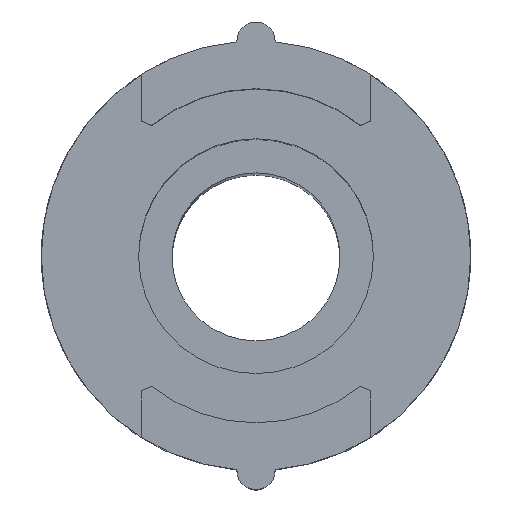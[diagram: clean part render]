
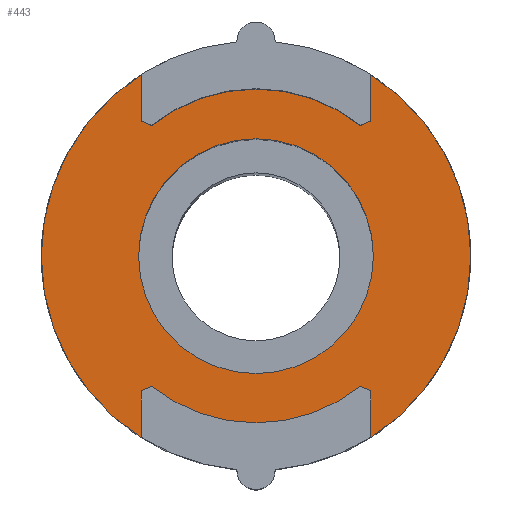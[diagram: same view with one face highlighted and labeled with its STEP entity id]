
A CAD part, top view. The second image highlights one B-rep face of the part: STEP entity #443.
In plain terms, the highlighted planar face has unit normal (0, 0, 1).
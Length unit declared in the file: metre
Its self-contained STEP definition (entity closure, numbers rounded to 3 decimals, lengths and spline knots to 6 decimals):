
#20=PLANE('',#507);
#31=CIRCLE('',#474,0.01125);
#36=CIRCLE('',#480,0.01125);
#40=CIRCLE('',#486,0.00875);
#42=CIRCLE('',#489,0.00875);
#53=CIRCLE('',#508,0.00615);
#112=ORIENTED_EDGE('',*,*,#198,.F.);
#113=ORIENTED_EDGE('',*,*,#218,.T.);
#114=ORIENTED_EDGE('',*,*,#219,.T.);
#115=ORIENTED_EDGE('',*,*,#178,.T.);
#116=ORIENTED_EDGE('',*,*,#220,.T.);
#117=ORIENTED_EDGE('',*,*,#221,.T.);
#118=ORIENTED_EDGE('',*,*,#202,.F.);
#119=ORIENTED_EDGE('',*,*,#222,.T.);
#120=ORIENTED_EDGE('',*,*,#223,.F.);
#121=ORIENTED_EDGE('',*,*,#188,.T.);
#122=ORIENTED_EDGE('',*,*,#224,.F.);
#123=ORIENTED_EDGE('',*,*,#225,.T.);
#124=ORIENTED_EDGE('',*,*,#226,.T.);
#178=EDGE_CURVE('',#238,#237,#31,.F.);
#188=EDGE_CURVE('',#248,#247,#36,.F.);
#198=EDGE_CURVE('',#254,#255,#40,.T.);
#202=EDGE_CURVE('',#258,#259,#42,.T.);
#218=EDGE_CURVE('',#254,#269,#297,.T.);
#219=EDGE_CURVE('',#269,#238,#298,.T.);
#220=EDGE_CURVE('',#237,#270,#299,.T.);
#221=EDGE_CURVE('',#270,#259,#300,.T.);
#222=EDGE_CURVE('',#258,#271,#301,.T.);
#223=EDGE_CURVE('',#248,#271,#302,.T.);
#224=EDGE_CURVE('',#272,#247,#303,.T.);
#225=EDGE_CURVE('',#272,#255,#304,.T.);
#226=EDGE_CURVE('',#273,#273,#53,.T.);
#237=VERTEX_POINT('',#679);
#238=VERTEX_POINT('',#681);
#247=VERTEX_POINT('',#700);
#248=VERTEX_POINT('',#702);
#254=VERTEX_POINT('',#719);
#255=VERTEX_POINT('',#721);
#258=VERTEX_POINT('',#728);
#259=VERTEX_POINT('',#730);
#269=VERTEX_POINT('',#764);
#270=VERTEX_POINT('',#767);
#271=VERTEX_POINT('',#770);
#272=VERTEX_POINT('',#773);
#273=VERTEX_POINT('',#776);
#297=LINE('',#763,#329);
#298=LINE('',#765,#330);
#299=LINE('',#766,#331);
#300=LINE('',#768,#332);
#301=LINE('',#769,#333);
#302=LINE('',#771,#334);
#303=LINE('',#772,#335);
#304=LINE('',#774,#336);
#329=VECTOR('',#621,1.);
#330=VECTOR('',#622,1.);
#331=VECTOR('',#623,1.);
#332=VECTOR('',#624,1.);
#333=VECTOR('',#625,1.);
#334=VECTOR('',#626,1.);
#335=VECTOR('',#627,1.);
#336=VECTOR('',#628,1.);
#359=EDGE_LOOP('',(#112,#113,#114,#115,#116,#117,#118,#119,#120,#121,#122,
#123));
#360=EDGE_LOOP('',(#124));
#399=FACE_BOUND('',#359,.T.);
#400=FACE_BOUND('',#360,.T.);
#443=ADVANCED_FACE('',(#399,#400),#20,.F.);
#474=AXIS2_PLACEMENT_3D('',#680,#535,#536);
#480=AXIS2_PLACEMENT_3D('',#701,#552,#553);
#486=AXIS2_PLACEMENT_3D('',#720,#570,#571);
#489=AXIS2_PLACEMENT_3D('',#729,#578,#579);
#507=AXIS2_PLACEMENT_3D('',#762,#619,#620);
#508=AXIS2_PLACEMENT_3D('',#775,#629,#630);
#535=DIRECTION('',(0.,0.,-1.));
#536=DIRECTION('',(-1.,0.,0.));
#552=DIRECTION('',(0.,0.,-1.));
#553=DIRECTION('',(-1.,0.,0.));
#570=DIRECTION('',(0.,0.,-1.));
#571=DIRECTION('',(-1.,0.,0.));
#578=DIRECTION('',(0.,0.,-1.));
#579=DIRECTION('',(-1.,0.,0.));
#619=DIRECTION('',(0.,0.,-1.));
#620=DIRECTION('',(-1.,0.,0.));
#621=DIRECTION('',(-0.902,0.433,0.));
#622=DIRECTION('',(0.,1.,0.));
#623=DIRECTION('',(0.,1.,0.));
#624=DIRECTION('',(0.902,0.433,0.));
#625=DIRECTION('',(0.902,-0.433,0.));
#626=DIRECTION('',(0.,1.,0.));
#627=DIRECTION('',(0.,1.,0.));
#628=DIRECTION('',(-0.902,-0.433,0.));
#629=DIRECTION('',(0.,0.,-1.));
#630=DIRECTION('',(-1.,0.,0.));
#679=CARTESIAN_POINT('',(-0.006,-0.009516,0.0934));
#680=CARTESIAN_POINT('',(0.,0.,0.0934));
#681=CARTESIAN_POINT('',(-0.006,0.009516,0.0934));
#700=CARTESIAN_POINT('',(0.006,0.009516,0.0934));
#701=CARTESIAN_POINT('',(0.,0.,0.0934));
#702=CARTESIAN_POINT('',(0.006,-0.009516,0.0934));
#719=CARTESIAN_POINT('',(-0.005474,0.006827,0.0934));
#720=CARTESIAN_POINT('',(0.,0.,0.0934));
#721=CARTESIAN_POINT('',(0.005474,0.006827,0.0934));
#728=CARTESIAN_POINT('',(0.005474,-0.006827,0.0934));
#729=CARTESIAN_POINT('',(0.,0.,0.0934));
#730=CARTESIAN_POINT('',(-0.005474,-0.006827,0.0934));
#762=CARTESIAN_POINT('',(0.00745,0.,0.0934));
#763=CARTESIAN_POINT('',(0.007693,0.000507,0.0934));
#764=CARTESIAN_POINT('',(-0.006,0.007079,0.0934));
#765=CARTESIAN_POINT('',(-0.006,0.,0.0934));
#766=CARTESIAN_POINT('',(-0.006,0.,0.0934));
#767=CARTESIAN_POINT('',(-0.006,-0.007079,0.0934));
#768=CARTESIAN_POINT('',(0.007693,-0.000507,0.0934));
#769=CARTESIAN_POINT('',(0.004417,-0.006319,0.0934));
#770=CARTESIAN_POINT('',(0.006,-0.007079,0.0934));
#771=CARTESIAN_POINT('',(0.006,0.,0.0934));
#772=CARTESIAN_POINT('',(0.006,0.,0.0934));
#773=CARTESIAN_POINT('',(0.006,0.007079,0.0934));
#774=CARTESIAN_POINT('',(0.004417,0.006319,0.0934));
#775=CARTESIAN_POINT('',(0.,0.,0.0934));
#776=CARTESIAN_POINT('',(-0.00615,0.,0.0934));
